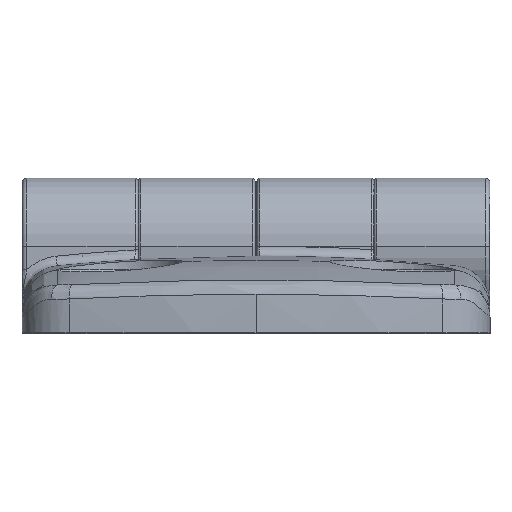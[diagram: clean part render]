
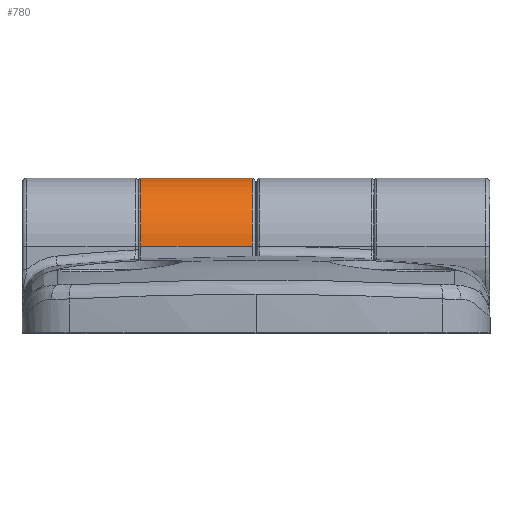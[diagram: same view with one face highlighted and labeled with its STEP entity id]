
A CAD part, top view. The second image highlights one B-rep face of the part: STEP entity #780.
In plain terms, the highlighted cylindrical face has radius 7 mm (diameter 14 mm), a partial arc.
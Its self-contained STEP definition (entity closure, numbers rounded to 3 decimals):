
#31 = ORIENTED_EDGE ( 'NONE', *, *, #2401, .T. ) ;
#88 = FACE_OUTER_BOUND ( 'NONE', #1505, .T. ) ;
#103 = VERTEX_POINT ( 'NONE', #1530 ) ;
#339 = LINE ( 'NONE', #1633, #1245 ) ;
#415 = EDGE_CURVE ( 'NONE', #1098, #1172, #2667, .T. ) ;
#557 = CIRCLE ( 'NONE', #3025, 7. ) ;
#780 = ADVANCED_FACE ( 'NONE', ( #88 ), #3538, .T. ) ;
#1098 = VERTEX_POINT ( 'NONE', #2301 ) ;
#1172 = VERTEX_POINT ( 'NONE', #2188 ) ;
#1210 = ORIENTED_EDGE ( 'NONE', *, *, #1478, .T. ) ;
#1239 = CARTESIAN_POINT ( 'NONE',  ( 24., 8.9, 7. ) ) ;
#1245 = VECTOR ( 'NONE', #1603, 1000. ) ;
#1259 = DIRECTION ( 'NONE',  ( -1., 0., 0. ) ) ;
#1478 = EDGE_CURVE ( 'NONE', #103, #4119, #339, .T. ) ;
#1505 = EDGE_LOOP ( 'NONE', ( #3705, #3484, #1210, #31 ) ) ;
#1530 = CARTESIAN_POINT ( 'NONE',  ( -0.4, 8.9, -7. ) ) ;
#1603 = DIRECTION ( 'NONE',  ( -1., 0., 0. ) ) ;
#1633 = CARTESIAN_POINT ( 'NONE',  ( 24., 8.9, -7. ) ) ;
#1848 = CARTESIAN_POINT ( 'NONE',  ( -11.8, 8.9, -7. ) ) ;
#2188 = CARTESIAN_POINT ( 'NONE',  ( -11.8, 8.9, 7. ) ) ;
#2301 = CARTESIAN_POINT ( 'NONE',  ( -0.4, 8.9, 7. ) ) ;
#2394 = EDGE_CURVE ( 'NONE', #1098, #103, #4113, .T. ) ;
#2401 = EDGE_CURVE ( 'NONE', #4119, #1172, #557, .T. ) ;
#2623 = AXIS2_PLACEMENT_3D ( 'NONE', #3367, #3362, #3358 ) ;
#2667 = LINE ( 'NONE', #1239, #4070 ) ;
#2747 = DIRECTION ( 'NONE',  ( 0., 0., 1. ) ) ;
#2803 = DIRECTION ( 'NONE',  ( -1., 0., 0. ) ) ;
#2804 = CARTESIAN_POINT ( 'NONE',  ( 24., 8.9, 0. ) ) ;
#3025 = AXIS2_PLACEMENT_3D ( 'NONE', #3340, #3337, #3335 ) ;
#3335 = DIRECTION ( 'NONE',  ( 0., 0., -1. ) ) ;
#3337 = DIRECTION ( 'NONE',  ( 1., 0., 0. ) ) ;
#3340 = CARTESIAN_POINT ( 'NONE',  ( -11.8, 8.9, 0. ) ) ;
#3358 = DIRECTION ( 'NONE',  ( 0., 0., -1. ) ) ;
#3362 = DIRECTION ( 'NONE',  ( -1., 0., 0. ) ) ;
#3367 = CARTESIAN_POINT ( 'NONE',  ( -0.4, 8.9, 0. ) ) ;
#3484 = ORIENTED_EDGE ( 'NONE', *, *, #2394, .T. ) ;
#3538 = CYLINDRICAL_SURFACE ( 'NONE', #4023, 7. ) ;
#3705 = ORIENTED_EDGE ( 'NONE', *, *, #415, .F. ) ;
#4023 = AXIS2_PLACEMENT_3D ( 'NONE', #2804, #2803, #2747 ) ;
#4070 = VECTOR ( 'NONE', #1259, 1000. ) ;
#4113 = CIRCLE ( 'NONE', #2623, 7. ) ;
#4119 = VERTEX_POINT ( 'NONE', #1848 ) ;
